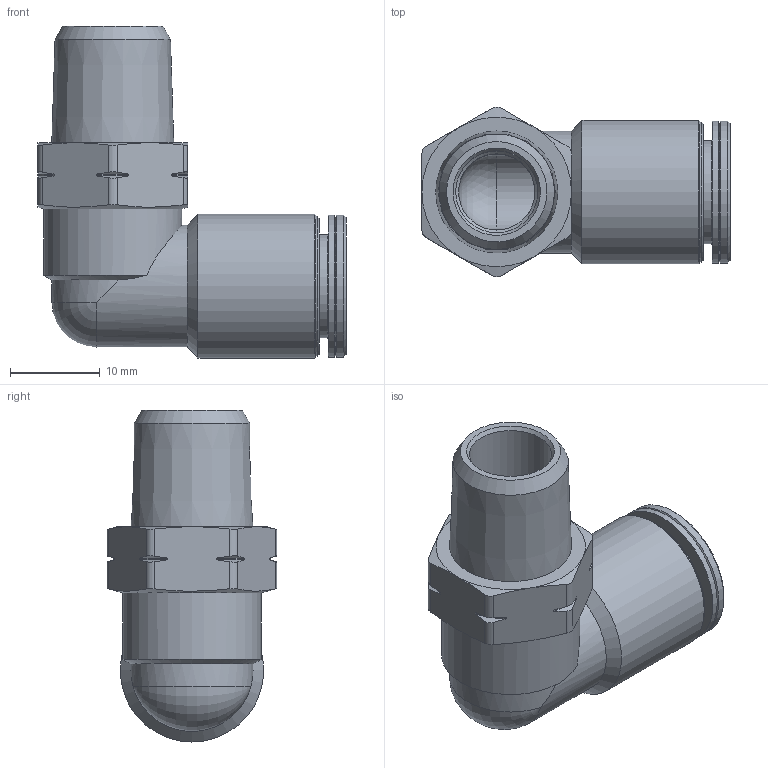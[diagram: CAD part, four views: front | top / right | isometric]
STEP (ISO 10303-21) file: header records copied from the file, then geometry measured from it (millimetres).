
FILE_DESCRIPTION(/* description */ ('STEP AP214'),/* implementation_level */ '2;1');
FILE_NAME(/* name */ '565330_CRQSL-1_4-3_8-U',/* time_stamp */ '2024-08-08T21:34:55+02:00',/* author */ ('License CC BY-ND 4.0'),/* organization */ ('CADENAS'),/* preprocessor_version */ 'ST-DEVELOPER v19.3',/* originating_system */ 'PARTsolutions',/* authorisation */ ' ');
FILE_SCHEMA (('AUTOMOTIVE_DESIGN {1 0 10303 214 3 1 1}'));
Length unit declared in the file: millimetre
Products named in the file (1): 565330 CRQSL-1/4-3/8-U
Bounding box: 34.34 x 18.93 x 37 mm (x, y, z)
Volume: 6098.4 mm3; surface area: 4617.4 mm2
Topology: 1 solids, 1 shells, 77 faces, 193 edges, 120 vertices
Faces by surface type: cone 31, cylinder 30, plane 13, torus 2, sphere 1
Full cylindrical faces by diameter (mm): 8.5 x2, 9.144 x1, 9.52 x1, 11.52 x1, 13.6 x1, 15.4 x1, 15.6 x1, 15.8 x2, 16 x1
Entity records: 2201 total; most frequent: CARTESIAN_POINT 572, ORIENTED_EDGE 320, DIRECTION 302, EDGE_CURVE 160, AXIS2_PLACEMENT_3D 133, VERTEX_POINT 114, EDGE_LOOP 108, FACE_BOUND 108
